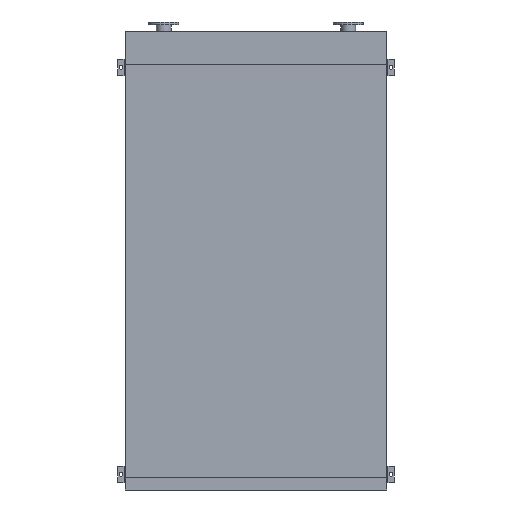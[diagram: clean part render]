
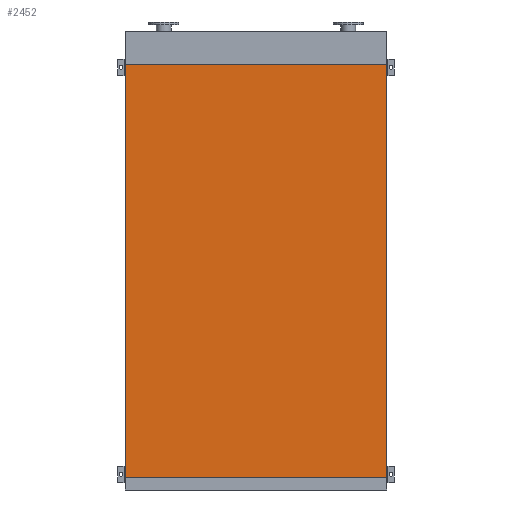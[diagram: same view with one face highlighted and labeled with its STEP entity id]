
A CAD part, front view. The second image highlights one B-rep face of the part: STEP entity #2452.
In plain terms, the highlighted planar face has unit normal (0, -1, 0).
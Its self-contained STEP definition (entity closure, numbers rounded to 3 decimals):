
#703 = DIRECTION ( 'NONE',  ( 1., 0., 0. ) ) ;
#1111 = EDGE_LOOP ( 'NONE', ( #1778, #5603, #16892, #2245 ) ) ;
#1497 = VERTEX_POINT ( 'NONE', #5246 ) ;
#1778 = ORIENTED_EDGE ( 'NONE', *, *, #9748, .F. ) ;
#1794 = PLANE ( 'NONE',  #16163 ) ;
#1863 = DIRECTION ( 'NONE',  ( 0., 0., -1. ) ) ;
#2178 = VERTEX_POINT ( 'NONE', #15349 ) ;
#2245 = ORIENTED_EDGE ( 'NONE', *, *, #11810, .T. ) ;
#2452 = ADVANCED_FACE ( 'NONE', ( #7205 ), #1794, .T. ) ;
#2992 = LINE ( 'NONE', #17029, #13960 ) ;
#3588 = EDGE_CURVE ( 'NONE', #1497, #10512, #16238, .T. ) ;
#4577 = EDGE_CURVE ( 'NONE', #1497, #8009, #8463, .T. ) ;
#5246 = CARTESIAN_POINT ( 'NONE',  ( -965., 0., -3050. ) ) ;
#5305 = VECTOR ( 'NONE', #11276, 1000. ) ;
#5603 = ORIENTED_EDGE ( 'NONE', *, *, #3588, .F. ) ;
#6936 = CARTESIAN_POINT ( 'NONE',  ( -965., 0., -3050. ) ) ;
#6992 = LINE ( 'NONE', #13387, #17768 ) ;
#7205 = FACE_OUTER_BOUND ( 'NONE', #1111, .T. ) ;
#7980 = VECTOR ( 'NONE', #703, 1000. ) ;
#8009 = VERTEX_POINT ( 'NONE', #12425 ) ;
#8463 = LINE ( 'NONE', #9376, #7980 ) ;
#9376 = CARTESIAN_POINT ( 'NONE',  ( -965., 0., -3050. ) ) ;
#9748 = EDGE_CURVE ( 'NONE', #10512, #2178, #2992, .T. ) ;
#10166 = DIRECTION ( 'NONE',  ( 1., 0., 0. ) ) ;
#10489 = DIRECTION ( 'NONE',  ( 0., -1., 0. ) ) ;
#10512 = VERTEX_POINT ( 'NONE', #14724 ) ;
#11276 = DIRECTION ( 'NONE',  ( 0., 0., 1. ) ) ;
#11810 = EDGE_CURVE ( 'NONE', #8009, #2178, #6992, .T. ) ;
#12425 = CARTESIAN_POINT ( 'NONE',  ( 965., 0., -3050. ) ) ;
#13387 = CARTESIAN_POINT ( 'NONE',  ( 965., 0., -3050. ) ) ;
#13960 = VECTOR ( 'NONE', #10166, 1000. ) ;
#14724 = CARTESIAN_POINT ( 'NONE',  ( -965., 0., 0. ) ) ;
#14806 = DIRECTION ( 'NONE',  ( 0., 0., 1. ) ) ;
#15349 = CARTESIAN_POINT ( 'NONE',  ( 965., 0., 0. ) ) ;
#16047 = CARTESIAN_POINT ( 'NONE',  ( -965., 0., -3050. ) ) ;
#16163 = AXIS2_PLACEMENT_3D ( 'NONE', #16047, #10489, #1863 ) ;
#16238 = LINE ( 'NONE', #6936, #5305 ) ;
#16892 = ORIENTED_EDGE ( 'NONE', *, *, #4577, .T. ) ;
#17029 = CARTESIAN_POINT ( 'NONE',  ( -965., 0., 0. ) ) ;
#17768 = VECTOR ( 'NONE', #14806, 1000. ) ;
